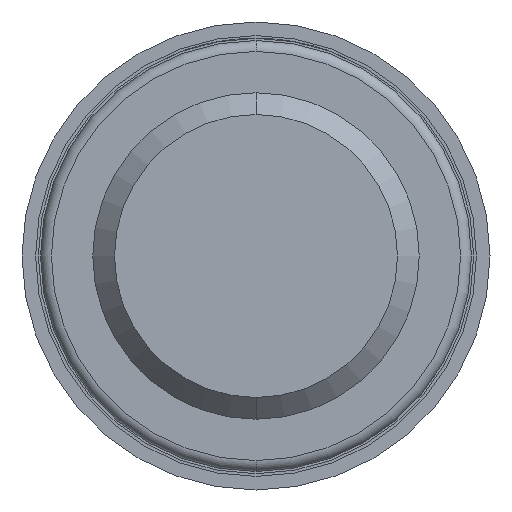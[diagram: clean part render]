
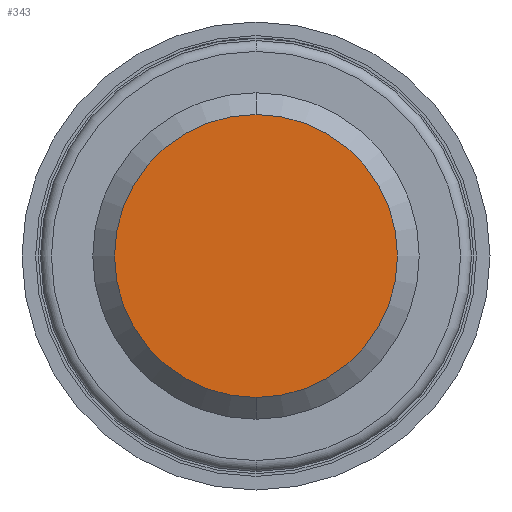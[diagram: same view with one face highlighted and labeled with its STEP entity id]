
A CAD part, front view. The second image highlights one B-rep face of the part: STEP entity #343.
In plain terms, the highlighted planar face has unit normal (0, -1, 0).
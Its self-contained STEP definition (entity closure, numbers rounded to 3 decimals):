
#5 = CIRCLE ( 'NONE', #1851, 1.3 ) ;
#159 = DIRECTION ( 'NONE',  ( 0., 1., 0. ) ) ;
#281 = AXIS2_PLACEMENT_3D ( 'NONE', #297, #1175, #2370 ) ;
#297 = CARTESIAN_POINT ( 'NONE',  ( 0., -44., 0. ) ) ;
#343 = ADVANCED_FACE ( 'Defeature ausgef�hrt2_3', ( #3230 ), #2533, .F. ) ;
#430 = ORIENTED_EDGE ( 'NONE', *, *, #1355, .F. ) ;
#440 = DIRECTION ( 'NONE',  ( 0., 1., 0. ) ) ;
#525 = EDGE_LOOP ( 'NONE', ( #430, #2828 ) ) ;
#743 = DIRECTION ( 'NONE',  ( 0., 0., 1. ) ) ;
#1175 = DIRECTION ( 'NONE',  ( 0., 1., 0. ) ) ;
#1355 = EDGE_CURVE ( 'Defeature ausgef�hrt2_2+Defeature ausgef�hrt2_3+Defeature ausgef�hrt2_3+Defeature ausgef�hrt2_3', #3231, #2909, #1647, .T. ) ;
#1363 = CARTESIAN_POINT ( 'NONE',  ( 0., -44., -1.3 ) ) ;
#1647 = CIRCLE ( 'NONE', #281, 1.3 ) ;
#1831 = CARTESIAN_POINT ( 'NONE',  ( 0., -44., 1.3 ) ) ;
#1851 = AXIS2_PLACEMENT_3D ( 'NONE', #2228, #440, #743 ) ;
#2092 = AXIS2_PLACEMENT_3D ( 'NONE', #3682, #159, #2804 ) ;
#2228 = CARTESIAN_POINT ( 'NONE',  ( 0., -44., 0. ) ) ;
#2327 = EDGE_CURVE ( 'Defeature ausgef�hrt2_2+Defeature ausgef�hrt2_3+Defeature ausgef�hrt2_3+Defeature ausgef�hrt2_3', #2909, #3231, #5, .T. ) ;
#2370 = DIRECTION ( 'NONE',  ( 0., 0., 1. ) ) ;
#2533 = PLANE ( 'NONE',  #2092 ) ;
#2804 = DIRECTION ( 'NONE',  ( 0., 0., 1. ) ) ;
#2828 = ORIENTED_EDGE ( 'NONE', *, *, #2327, .F. ) ;
#2909 = VERTEX_POINT ( 'NONE', #1363 ) ;
#3230 = FACE_OUTER_BOUND ( 'NONE', #525, .T. ) ;
#3231 = VERTEX_POINT ( 'NONE', #1831 ) ;
#3682 = CARTESIAN_POINT ( 'NONE',  ( 1.3, -44., 0. ) ) ;
